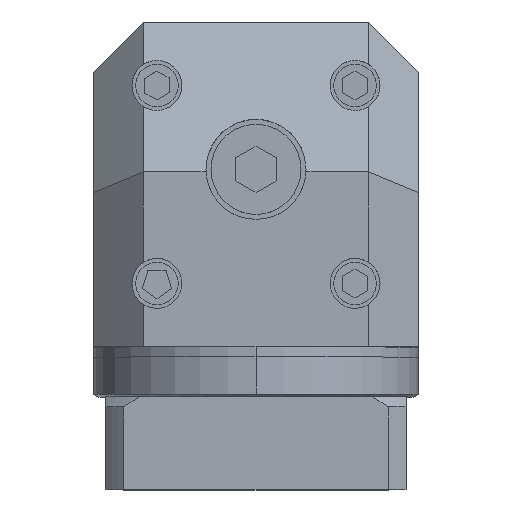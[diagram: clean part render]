
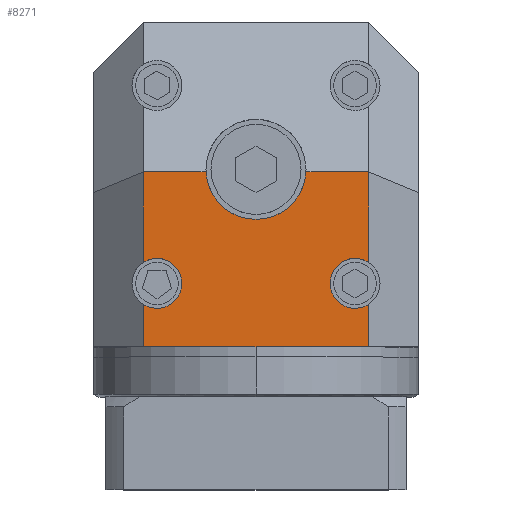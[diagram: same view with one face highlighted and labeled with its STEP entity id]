
A CAD part, top view. The second image highlights one B-rep face of the part: STEP entity #8271.
In plain terms, the highlighted planar face has unit normal (0, 0, 1).
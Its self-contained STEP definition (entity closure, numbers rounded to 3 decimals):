
#178 = DIRECTION ( 'NONE',  ( 1., 0., 0. ) ) ;
#544 = CARTESIAN_POINT ( 'NONE',  ( -22.5, -15.591, 65. ) ) ;
#556 = LINE ( 'NONE', #8475, #4659 ) ;
#576 = EDGE_CURVE ( 'NONE', #7528, #9739, #5821, .T. ) ;
#1004 = DIRECTION ( 'NONE',  ( -1., 0., 0. ) ) ;
#1043 = CARTESIAN_POINT ( 'NONE',  ( 9.987, 2.5, 65. ) ) ;
#1118 = AXIS2_PLACEMENT_3D ( 'NONE', #1750, #7524, #2581 ) ;
#1200 = ORIENTED_EDGE ( 'NONE', *, *, #3454, .F. ) ;
#1396 = CARTESIAN_POINT ( 'NONE',  ( 22.5, -24.007, 65. ) ) ;
#1463 = ORIENTED_EDGE ( 'NONE', *, *, #5182, .T. ) ;
#1491 = CARTESIAN_POINT ( 'NONE',  ( -32.5, -32.5, 65. ) ) ;
#1744 = CARTESIAN_POINT ( 'NONE',  ( 22.5, -15.591, 65. ) ) ;
#1750 = CARTESIAN_POINT ( 'NONE',  ( 19.799, -19.799, 65. ) ) ;
#1793 = ORIENTED_EDGE ( 'NONE', *, *, #2260, .F. ) ;
#2060 = CARTESIAN_POINT ( 'NONE',  ( -19.799, -19.799, 65. ) ) ;
#2260 = EDGE_CURVE ( 'NONE', #3263, #10383, #5758, .T. ) ;
#2479 = VERTEX_POINT ( 'NONE', #7048 ) ;
#2501 = CARTESIAN_POINT ( 'NONE',  ( 22.5, -32.5, 65. ) ) ;
#2581 = DIRECTION ( 'NONE',  ( 1., 0., 0. ) ) ;
#2637 = DIRECTION ( 'NONE',  ( -1., 0., 0. ) ) ;
#2800 = VECTOR ( 'NONE', #9401, 1000. ) ;
#2905 = DIRECTION ( 'NONE',  ( -1., 0., 0. ) ) ;
#3263 = VERTEX_POINT ( 'NONE', #1744 ) ;
#3336 = CARTESIAN_POINT ( 'NONE',  ( 0., 2.5, 65. ) ) ;
#3386 = CARTESIAN_POINT ( 'NONE',  ( 0., 0., 65. ) ) ;
#3417 = DIRECTION ( 'NONE',  ( 0., 1., 0. ) ) ;
#3454 = EDGE_CURVE ( 'NONE', #4408, #9739, #8878, .T. ) ;
#3492 = LINE ( 'NONE', #4216, #5446 ) ;
#3565 = VECTOR ( 'NONE', #3680, 1000. ) ;
#3622 = CARTESIAN_POINT ( 'NONE',  ( -22.5, 0., 65. ) ) ;
#3631 = DIRECTION ( 'NONE',  ( 0., -1., 0. ) ) ;
#3680 = DIRECTION ( 'NONE',  ( 1., 0., 0. ) ) ;
#3791 = CARTESIAN_POINT ( 'NONE',  ( -19.799, -19.799, 65. ) ) ;
#3823 = LINE ( 'NONE', #6987, #3565 ) ;
#3951 = CARTESIAN_POINT ( 'NONE',  ( -22.5, 2.5, 65. ) ) ;
#4075 = ORIENTED_EDGE ( 'NONE', *, *, #5950, .T. ) ;
#4086 = CARTESIAN_POINT ( 'NONE',  ( 14.799, -19.799, 65. ) ) ;
#4100 = VECTOR ( 'NONE', #3417, 1000. ) ;
#4166 = DIRECTION ( 'NONE',  ( -1., 0., 0. ) ) ;
#4216 = CARTESIAN_POINT ( 'NONE',  ( 0., 2.5, 65. ) ) ;
#4302 = ORIENTED_EDGE ( 'NONE', *, *, #7457, .T. ) ;
#4408 = VERTEX_POINT ( 'NONE', #9991 ) ;
#4410 = LINE ( 'NONE', #1491, #6874 ) ;
#4510 = CARTESIAN_POINT ( 'NONE',  ( -22.5, 0., 65. ) ) ;
#4530 = ORIENTED_EDGE ( 'NONE', *, *, #10299, .T. ) ;
#4535 = DIRECTION ( 'NONE',  ( 0., 0., 1. ) ) ;
#4629 = DIRECTION ( 'NONE',  ( -1., 0., 0. ) ) ;
#4659 = VECTOR ( 'NONE', #10128, 1000. ) ;
#4724 = VERTEX_POINT ( 'NONE', #6382 ) ;
#5035 = ORIENTED_EDGE ( 'NONE', *, *, #5614, .F. ) ;
#5118 = DIRECTION ( 'NONE',  ( 0., 0., 1. ) ) ;
#5182 = EDGE_CURVE ( 'NONE', #3263, #8706, #8215, .T. ) ;
#5270 = EDGE_CURVE ( 'NONE', #4724, #10407, #6157, .T. ) ;
#5303 = VECTOR ( 'NONE', #3631, 1000. ) ;
#5445 = AXIS2_PLACEMENT_3D ( 'NONE', #3386, #5928, #1004 ) ;
#5446 = VECTOR ( 'NONE', #2637, 1000. ) ;
#5501 = AXIS2_PLACEMENT_3D ( 'NONE', #10043, #5118, #178 ) ;
#5614 = EDGE_CURVE ( 'NONE', #5834, #7299, #6906, .T. ) ;
#5620 = ORIENTED_EDGE ( 'NONE', *, *, #10621, .T. ) ;
#5758 = CIRCLE ( 'NONE', #1118, 5. ) ;
#5821 = LINE ( 'NONE', #4510, #5303 ) ;
#5834 = VERTEX_POINT ( 'NONE', #9726 ) ;
#5928 = DIRECTION ( 'NONE',  ( 0., 0., -1. ) ) ;
#5950 = EDGE_CURVE ( 'NONE', #8706, #7299, #8699, .T. ) ;
#5981 = ORIENTED_EDGE ( 'NONE', *, *, #10514, .T. ) ;
#6141 = AXIS2_PLACEMENT_3D ( 'NONE', #9478, #4535, #10323 ) ;
#6157 = LINE ( 'NONE', #3622, #2800 ) ;
#6382 = CARTESIAN_POINT ( 'NONE',  ( -22.5, -24.007, 65. ) ) ;
#6575 = CARTESIAN_POINT ( 'NONE',  ( -22.5, -32.5, 65. ) ) ;
#6874 = VECTOR ( 'NONE', #7270, 1000. ) ;
#6906 = CIRCLE ( 'NONE', #6141, 10. ) ;
#6987 = CARTESIAN_POINT ( 'NONE',  ( -32.5, -32.5, 65. ) ) ;
#7048 = CARTESIAN_POINT ( 'NONE',  ( 0., -32.5, 65. ) ) ;
#7126 = EDGE_LOOP ( 'NONE', ( #4075, #5035, #5981, #8085, #1200, #10402, #10490, #4302, #4530, #5620, #7553, #1793, #1463 ) ) ;
#7270 = DIRECTION ( 'NONE',  ( 1., 0., 0. ) ) ;
#7299 = VERTEX_POINT ( 'NONE', #1043 ) ;
#7457 = EDGE_CURVE ( 'NONE', #10407, #2479, #3823, .T. ) ;
#7524 = DIRECTION ( 'NONE',  ( 0., 0., 1. ) ) ;
#7528 = VERTEX_POINT ( 'NONE', #3951 ) ;
#7553 = ORIENTED_EDGE ( 'NONE', *, *, #7725, .F. ) ;
#7670 = FACE_OUTER_BOUND ( 'NONE', #7126, .T. ) ;
#7725 = EDGE_CURVE ( 'NONE', #10383, #9763, #10146, .T. ) ;
#7834 = DIRECTION ( 'NONE',  ( 0., 0., 1. ) ) ;
#7937 = EDGE_CURVE ( 'NONE', #4724, #4408, #9100, .T. ) ;
#8054 = AXIS2_PLACEMENT_3D ( 'NONE', #3791, #9559, #4629 ) ;
#8085 = ORIENTED_EDGE ( 'NONE', *, *, #576, .T. ) ;
#8215 = LINE ( 'NONE', #10023, #4100 ) ;
#8271 = ADVANCED_FACE ( 'NONE', ( #7670 ), #8371, .F. ) ;
#8371 = PLANE ( 'NONE',  #5445 ) ;
#8475 = CARTESIAN_POINT ( 'NONE',  ( 22.5, 0., 65. ) ) ;
#8699 = LINE ( 'NONE', #3336, #10386 ) ;
#8706 = VERTEX_POINT ( 'NONE', #10531 ) ;
#8878 = CIRCLE ( 'NONE', #10237, 5. ) ;
#9100 = CIRCLE ( 'NONE', #8054, 5. ) ;
#9401 = DIRECTION ( 'NONE',  ( 0., -1., 0. ) ) ;
#9478 = CARTESIAN_POINT ( 'NONE',  ( 0., 3., 65. ) ) ;
#9559 = DIRECTION ( 'NONE',  ( 0., 0., 1. ) ) ;
#9726 = CARTESIAN_POINT ( 'NONE',  ( -9.987, 2.5, 65. ) ) ;
#9739 = VERTEX_POINT ( 'NONE', #544 ) ;
#9763 = VERTEX_POINT ( 'NONE', #1396 ) ;
#9978 = VERTEX_POINT ( 'NONE', #2501 ) ;
#9991 = CARTESIAN_POINT ( 'NONE',  ( -14.799, -19.799, 65. ) ) ;
#10023 = CARTESIAN_POINT ( 'NONE',  ( 22.5, 0., 65. ) ) ;
#10043 = CARTESIAN_POINT ( 'NONE',  ( 19.799, -19.799, 65. ) ) ;
#10128 = DIRECTION ( 'NONE',  ( 0., 1., 0. ) ) ;
#10146 = CIRCLE ( 'NONE', #5501, 5. ) ;
#10237 = AXIS2_PLACEMENT_3D ( 'NONE', #2060, #7834, #2905 ) ;
#10299 = EDGE_CURVE ( 'NONE', #2479, #9978, #4410, .T. ) ;
#10323 = DIRECTION ( 'NONE',  ( 1., 0., 0. ) ) ;
#10383 = VERTEX_POINT ( 'NONE', #4086 ) ;
#10386 = VECTOR ( 'NONE', #4166, 1000. ) ;
#10402 = ORIENTED_EDGE ( 'NONE', *, *, #7937, .F. ) ;
#10407 = VERTEX_POINT ( 'NONE', #6575 ) ;
#10490 = ORIENTED_EDGE ( 'NONE', *, *, #5270, .T. ) ;
#10514 = EDGE_CURVE ( 'NONE', #5834, #7528, #3492, .T. ) ;
#10531 = CARTESIAN_POINT ( 'NONE',  ( 22.5, 2.5, 65. ) ) ;
#10621 = EDGE_CURVE ( 'NONE', #9978, #9763, #556, .T. ) ;
